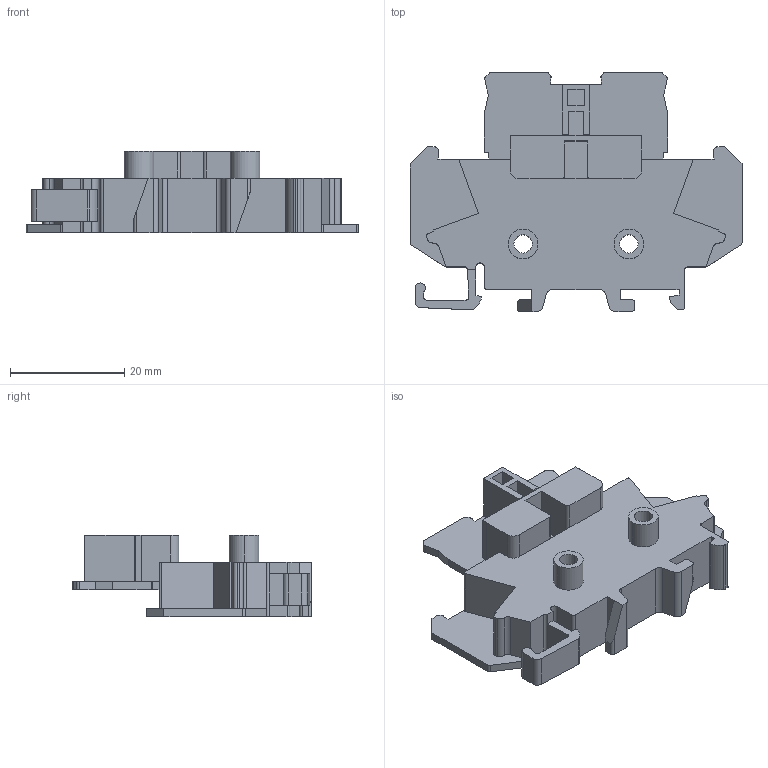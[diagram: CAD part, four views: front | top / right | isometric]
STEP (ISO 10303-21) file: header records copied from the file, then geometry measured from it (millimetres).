
FILE_DESCRIPTION((''),'2;1');
FILE_NAME('橈埽璃','2022-10-24T',('Administrator'),(''),'PRO/ENGINEER BY PARAMETRIC TECHNOLOGY CORPORATION, 2013230','PRO/ENGINEER BY PARAMETRIC TECHNOLOGY CORPORATION, 2013230','');
FILE_SCHEMA(('CONFIG_CONTROL_DESIGN'));
Length unit declared in the file: millimetre
Products named in the file (1): 橈埽璃
Bounding box: 58 x 41.8 x 14.2 mm (x, y, z)
Volume: 10804.9 mm3; surface area: 6790.7 mm2
Topology: 1 solids, 1 shells, 198 faces, 567 edges, 376 vertices
Faces by surface type: plane 127, cylinder 71
Entity records: 6567 total; most frequent: CARTESIAN_POINT 1189, ORIENTED_EDGE 1134, DIRECTION 1099, EDGE_CURVE 567, VECTOR 423, LINE 423, VERTEX_POINT 376, AXIS2_PLACEMENT_3D 338
